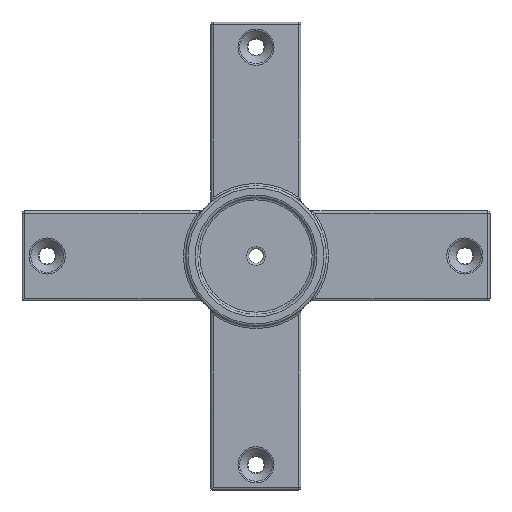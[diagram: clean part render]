
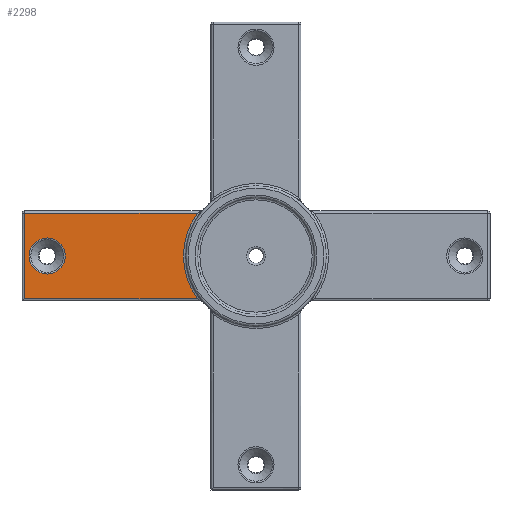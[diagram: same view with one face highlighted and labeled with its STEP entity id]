
A CAD part, front view. The second image highlights one B-rep face of the part: STEP entity #2298.
In plain terms, the highlighted planar face has unit normal (0, -1, 0).
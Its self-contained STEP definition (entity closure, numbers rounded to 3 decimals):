
#69=FACE_BOUND('',#641,.T.);
#76=PLANE('',#2513);
#139=LINE('',#3748,#285);
#140=LINE('',#3750,#286);
#141=LINE('',#3752,#287);
#285=VECTOR('',#2929,10.);
#286=VECTOR('',#2930,10.);
#287=VECTOR('',#2931,10.);
#480=FACE_OUTER_BOUND('',#640,.T.);
#640=EDGE_LOOP('',(#1632,#1633,#1634,#1635));
#641=EDGE_LOOP('',(#1636));
#828=CIRCLE('',#2512,5.019);
#829=CIRCLE('',#2514,20.15);
#1023=VERTEX_POINT('',#3742);
#1024=VERTEX_POINT('',#3746);
#1025=VERTEX_POINT('',#3747);
#1026=VERTEX_POINT('',#3749);
#1027=VERTEX_POINT('',#3751);
#1246=EDGE_CURVE('',#1023,#1023,#828,.T.);
#1247=EDGE_CURVE('',#1024,#1025,#139,.T.);
#1248=EDGE_CURVE('',#1026,#1024,#140,.T.);
#1249=EDGE_CURVE('',#1027,#1026,#141,.T.);
#1250=EDGE_CURVE('',#1025,#1027,#829,.T.);
#1632=ORIENTED_EDGE('',*,*,#1247,.F.);
#1633=ORIENTED_EDGE('',*,*,#1248,.F.);
#1634=ORIENTED_EDGE('',*,*,#1249,.F.);
#1635=ORIENTED_EDGE('',*,*,#1250,.F.);
#1636=ORIENTED_EDGE('',*,*,#1246,.F.);
#2298=ADVANCED_FACE('',(#480,#69),#76,.F.);
#2512=AXIS2_PLACEMENT_3D('',#3744,#2925,#2926);
#2513=AXIS2_PLACEMENT_3D('',#3745,#2927,#2928);
#2514=AXIS2_PLACEMENT_3D('',#3753,#2932,#2933);
#2925=DIRECTION('center_axis',(0.,-1.,0.));
#2926=DIRECTION('ref_axis',(1.,0.,0.));
#2927=DIRECTION('center_axis',(0.,1.,0.));
#2928=DIRECTION('ref_axis',(1.,0.,0.));
#2929=DIRECTION('',(1.,0.,0.));
#2930=DIRECTION('',(0.,0.,1.));
#2931=DIRECTION('',(-1.,0.,0.));
#2932=DIRECTION('center_axis',(0.,-1.,0.));
#2933=DIRECTION('ref_axis',(-1.,0.,0.));
#3742=CARTESIAN_POINT('',(-58.,0.,5.019));
#3744=CARTESIAN_POINT('Origin',(-58.,0.,0.));
#3745=CARTESIAN_POINT('Origin',(0.,0.,0.));
#3746=CARTESIAN_POINT('',(-64.35,0.,11.85));
#3747=CARTESIAN_POINT('',(-16.297,0.,11.85));
#3748=CARTESIAN_POINT('',(-32.5,0.,11.85));
#3749=CARTESIAN_POINT('',(-64.35,0.,-11.85));
#3750=CARTESIAN_POINT('',(-64.35,0.,-6.25));
#3751=CARTESIAN_POINT('',(-16.297,0.,-11.85));
#3752=CARTESIAN_POINT('',(-7.483,0.,-11.85));
#3753=CARTESIAN_POINT('Origin',(0.,0.,0.));
